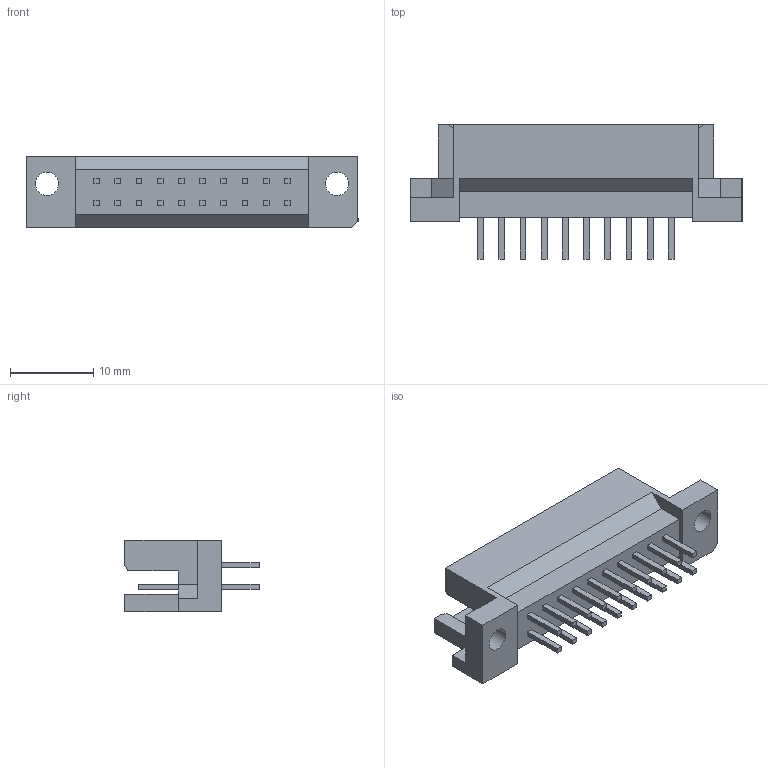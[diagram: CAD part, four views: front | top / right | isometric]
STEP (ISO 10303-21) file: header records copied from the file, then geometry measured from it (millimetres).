
FILE_DESCRIPTION((''),'1');
FILE_NAME('85011-0000','2001-02-09T',('jayarajmd'),(''),'PRO/ENGINEER BY PARAMETRIC TECHNOLOGY CORPORATION, 9902','PRO/ENGINEER BY PARAMETRIC TECHNOLOGY CORPORATION, 9902','');
FILE_SCHEMA(('CONFIG_CONTROL_DESIGN'));
Length unit declared in the file: millimetre
Products named in the file (1): 85011-0000
Bounding box: 39.8 x 16.1 x 8.6 mm (x, y, z)
Surface area: 2568.2 mm2 (no closed solid volume)
Topology: 0 solids, 0 shells, 257 faces, 1270 edges, 1270 vertices
Faces by surface type: plane 253, cylinder 4
Entity records: 6341 total; most frequent: COMPOSITE_CURVE_SEGMENT 1270, DIRECTION 1157, CARTESIAN_POINT 892, TRIMMED_CURVE 635, VECTOR 627, LINE 627, AXIS2_PLACEMENT_3D 265, CURVE_BOUNDED_SURFACE 257
